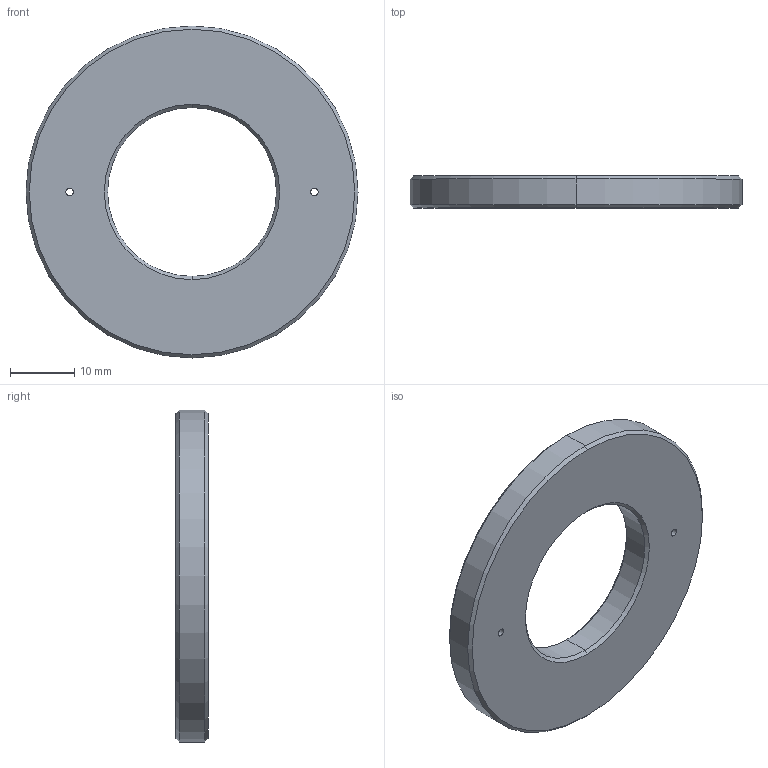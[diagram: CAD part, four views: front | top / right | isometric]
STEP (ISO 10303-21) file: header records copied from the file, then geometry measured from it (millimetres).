
FILE_DESCRIPTION (( 'STEP AP203' ), '1' );
FILE_NAME ('TA1-SM2B.STEP', '2025-10-17T02:04:45', ( '' ), ( '' ), 'SwSTEP 2.0', 'SolidWorks 2020', '' );
FILE_SCHEMA (( 'CONFIG_CONTROL_DESIGN' ));
Length unit declared in the file: millimetre
Products named in the file (1): TA1-SM2B
Bounding box: 51.69 x 5 x 51.69 mm (x, y, z)
Volume: 7705.4 mm3; surface area: 4227.7 mm2
Topology: 1 solids, 1 shells, 308 faces, 847 edges, 562 vertices
Faces by surface type: plane 217, bspline 75, cylinder 8, cone 8
Entity records: 11406 total; most frequent: CARTESIAN_POINT 4737, ORIENTED_EDGE 1694, EDGE_CURVE 847, DIRECTION 805, VERTEX_POINT 562, B_SPLINE_CURVE_WITH_KNOTS 534, EDGE_LOOP 335, FACE_OUTER_BOUND 308
